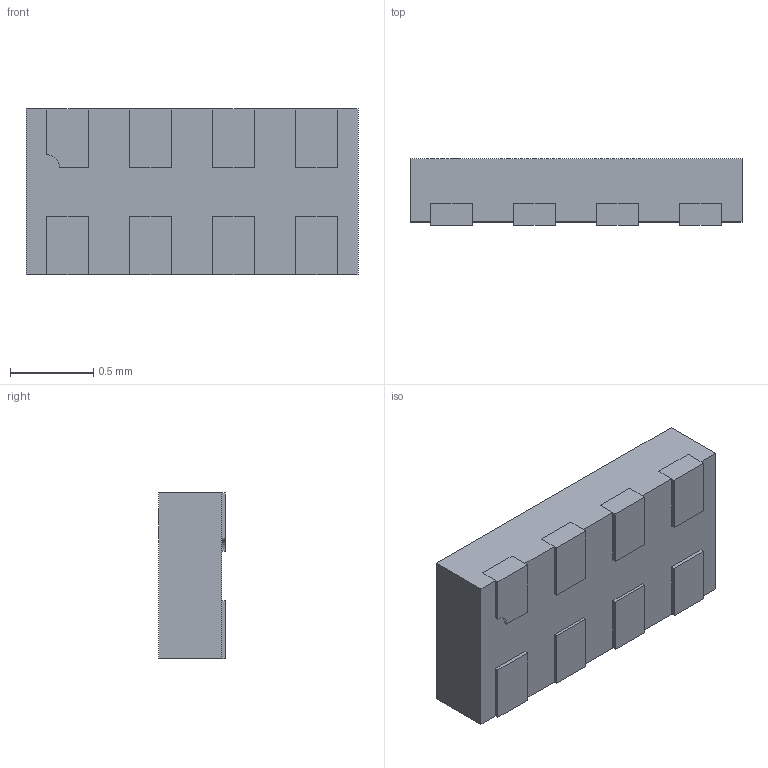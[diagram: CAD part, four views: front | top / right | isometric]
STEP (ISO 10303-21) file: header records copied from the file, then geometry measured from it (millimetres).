
FILE_DESCRIPTION (( 'STEP AP214' ), '1' );
FILE_NAME ('X2-DFN2010-8.step', '2024-08-18T06:10:52+00:00', 'Stefan Hamminga', '', '', '', '');
FILE_SCHEMA (( 'AUTOMOTIVE_DESIGN' ));
Length unit declared in the file: millimetre
Products named in the file (1): X2-DFN2010-8
Bounding box: 2 x 0.4 x 1 mm (x, y, z)
Volume: 0.8 mm3; surface area: 6.5 mm2
Topology: 1 solids, 1 shells, 48 faces, 137 edges, 92 vertices
Faces by surface type: plane 47, cylinder 1
Entity records: 1641 total; most frequent: CARTESIAN_POINT 278, ORIENTED_EDGE 274, DIRECTION 239, EDGE_CURVE 137, LINE 133, VECTOR 133, VERTEX_POINT 92, AXIS2_PLACEMENT_3D 53
